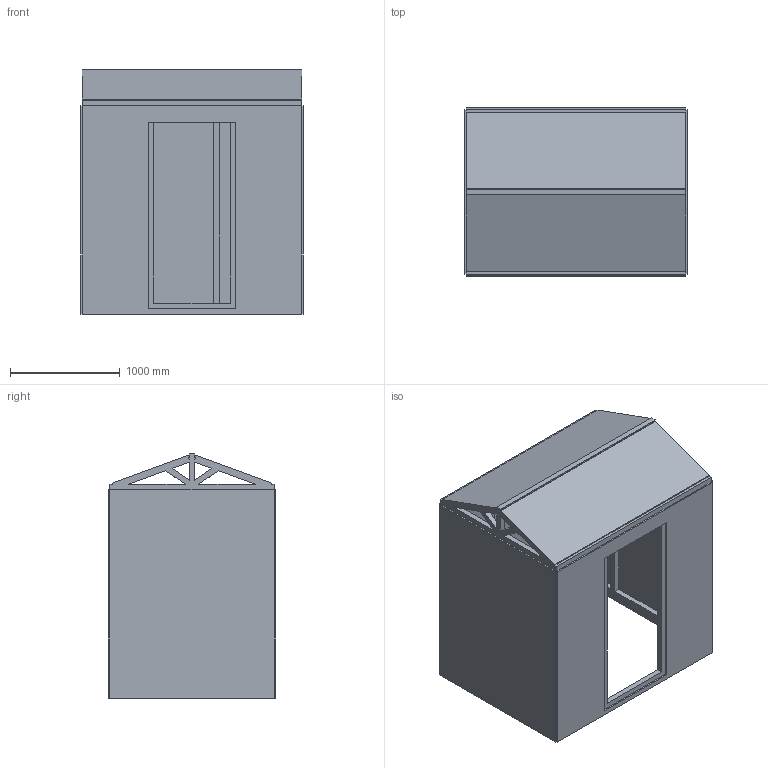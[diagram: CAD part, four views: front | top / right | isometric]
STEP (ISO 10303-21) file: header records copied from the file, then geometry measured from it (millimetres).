
FILE_DESCRIPTION(('Open CASCADE Model'),'2;1');
FILE_NAME('Open CASCADE Shape Model','2025-09-01T16:21:27',('Author'),( 'Open CASCADE'),'Open CASCADE STEP processor 7.7','Open CASCADE 7.7' ,'Unknown');
FILE_SCHEMA(('AUTOMOTIVE_DESIGN { 1 0 10303 214 1 1 1 1 }'));
Length unit declared in the file: millimetre
Products named in the file (1): Open CASCADE STEP translator 7.7 1
Bounding box: 2030 x 1530 x 2226.76 mm (x, y, z)
Volume: 405629833.3 mm3; surface area: 37407286.2 mm2
Topology: 1 solids, 1 shells, 268 faces, 836 edges, 540 vertices
Faces by surface type: plane 268
Entity records: 19549 total; most frequent: CARTESIAN_POINT 3856, DIRECTION 2507, LINE 1969, VECTOR 1969, ORIENTED_EDGE 1698, PCURVE 1672, DEFINITIONAL_REPRESENTATION 1672, EDGE_CURVE 836
